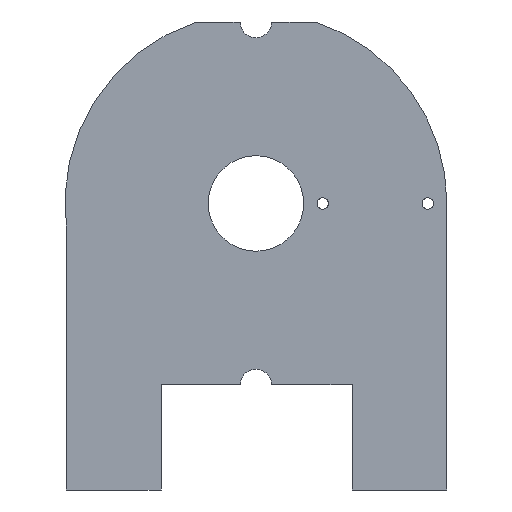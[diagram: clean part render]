
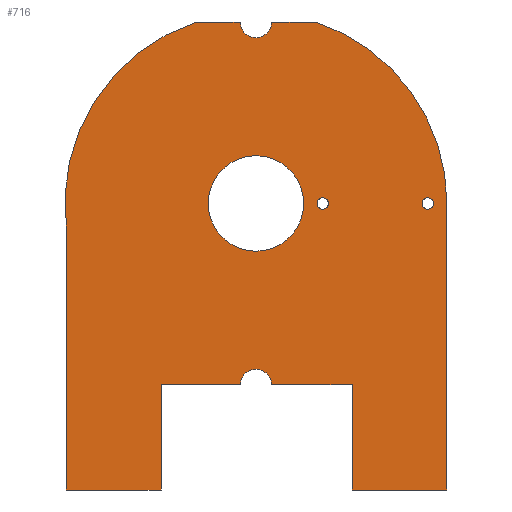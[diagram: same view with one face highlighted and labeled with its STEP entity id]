
A CAD part, front view. The second image highlights one B-rep face of the part: STEP entity #716.
In plain terms, the highlighted planar face has unit normal (0, -1, 0).
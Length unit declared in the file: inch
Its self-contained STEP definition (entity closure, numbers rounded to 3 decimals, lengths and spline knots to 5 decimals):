
#22=FACE_BOUND('',#113,.T.);
#23=FACE_BOUND('',#114,.T.);
#24=FACE_BOUND('',#115,.T.);
#37=PLANE('',#791);
#68=FACE_OUTER_BOUND('',#112,.T.);
#112=EDGE_LOOP('',(#592,#593,#594,#595,#596,#597,#598,#599,#600,#601,#602,
#603,#604,#605));
#113=EDGE_LOOP('',(#606));
#114=EDGE_LOOP('',(#607));
#115=EDGE_LOOP('',(#608));
#139=LINE('',#1035,#213);
#145=LINE('',#1049,#219);
#177=LINE('',#1147,#251);
#180=LINE('',#1153,#254);
#188=LINE('',#1180,#262);
#189=LINE('',#1182,#263);
#190=LINE('',#1183,#264);
#191=LINE('',#1185,#265);
#192=LINE('',#1187,#266);
#193=LINE('',#1188,#267);
#213=VECTOR('',#828,0.3937);
#219=VECTOR('',#838,0.3937);
#251=VECTOR('',#924,0.3937);
#254=VECTOR('',#929,0.3937);
#262=VECTOR('',#957,0.3937);
#263=VECTOR('',#958,0.3937);
#264=VECTOR('',#959,0.3937);
#265=VECTOR('',#960,0.3937);
#266=VECTOR('',#961,0.3937);
#267=VECTOR('',#962,0.3937);
#284=CIRCLE('',#751,0.0825);
#301=CIRCLE('',#778,1.);
#306=CIRCLE('',#789,0.0825);
#307=CIRCLE('',#792,1.);
#308=CIRCLE('',#793,0.25);
#309=CIRCLE('',#794,0.03);
#310=CIRCLE('',#795,0.03);
#313=VERTEX_POINT('',#1025);
#314=VERTEX_POINT('',#1027);
#316=VERTEX_POINT('',#1033);
#322=VERTEX_POINT('',#1048);
#355=VERTEX_POINT('',#1128);
#360=VERTEX_POINT('',#1144);
#361=VERTEX_POINT('',#1146);
#362=VERTEX_POINT('',#1150);
#363=VERTEX_POINT('',#1152);
#371=VERTEX_POINT('',#1177);
#372=VERTEX_POINT('',#1179);
#373=VERTEX_POINT('',#1181);
#374=VERTEX_POINT('',#1184);
#375=VERTEX_POINT('',#1186);
#376=VERTEX_POINT('',#1189);
#377=VERTEX_POINT('',#1191);
#378=VERTEX_POINT('',#1193);
#381=EDGE_CURVE('',#314,#313,#284,.T.);
#385=EDGE_CURVE('',#313,#316,#139,.T.);
#391=EDGE_CURVE('',#322,#314,#145,.T.);
#431=EDGE_CURVE('',#355,#322,#301,.T.);
#440=EDGE_CURVE('',#361,#360,#177,.T.);
#443=EDGE_CURVE('',#363,#362,#180,.T.);
#455=EDGE_CURVE('',#362,#361,#306,.T.);
#456=EDGE_CURVE('',#316,#371,#307,.T.);
#457=EDGE_CURVE('',#371,#372,#188,.T.);
#458=EDGE_CURVE('',#372,#373,#189,.T.);
#459=EDGE_CURVE('',#363,#373,#190,.T.);
#460=EDGE_CURVE('',#360,#374,#191,.T.);
#461=EDGE_CURVE('',#375,#374,#192,.T.);
#462=EDGE_CURVE('',#355,#375,#193,.T.);
#463=EDGE_CURVE('',#376,#376,#308,.T.);
#464=EDGE_CURVE('',#377,#377,#309,.T.);
#465=EDGE_CURVE('',#378,#378,#310,.T.);
#592=ORIENTED_EDGE('',*,*,#385,.T.);
#593=ORIENTED_EDGE('',*,*,#456,.T.);
#594=ORIENTED_EDGE('',*,*,#457,.T.);
#595=ORIENTED_EDGE('',*,*,#458,.T.);
#596=ORIENTED_EDGE('',*,*,#459,.F.);
#597=ORIENTED_EDGE('',*,*,#443,.T.);
#598=ORIENTED_EDGE('',*,*,#455,.T.);
#599=ORIENTED_EDGE('',*,*,#440,.T.);
#600=ORIENTED_EDGE('',*,*,#460,.T.);
#601=ORIENTED_EDGE('',*,*,#461,.F.);
#602=ORIENTED_EDGE('',*,*,#462,.F.);
#603=ORIENTED_EDGE('',*,*,#431,.T.);
#604=ORIENTED_EDGE('',*,*,#391,.T.);
#605=ORIENTED_EDGE('',*,*,#381,.T.);
#606=ORIENTED_EDGE('',*,*,#463,.F.);
#607=ORIENTED_EDGE('',*,*,#464,.T.);
#608=ORIENTED_EDGE('',*,*,#465,.T.);
#716=ADVANCED_FACE('',(#68,#22,#23,#24),#37,.F.);
#751=AXIS2_PLACEMENT_3D('',#1028,#821,#822);
#778=AXIS2_PLACEMENT_3D('',#1129,#908,#909);
#789=AXIS2_PLACEMENT_3D('',#1174,#949,#950);
#791=AXIS2_PLACEMENT_3D('',#1176,#953,#954);
#792=AXIS2_PLACEMENT_3D('',#1178,#955,#956);
#793=AXIS2_PLACEMENT_3D('',#1190,#963,#964);
#794=AXIS2_PLACEMENT_3D('',#1192,#965,#966);
#795=AXIS2_PLACEMENT_3D('',#1194,#967,#968);
#821=DIRECTION('center_axis',(0.,1.,0.));
#822=DIRECTION('ref_axis',(1.,0.,0.));
#828=DIRECTION('',(-1.,0.,0.));
#838=DIRECTION('',(-1.,0.,0.));
#908=DIRECTION('center_axis',(0.,-1.,0.));
#909=DIRECTION('ref_axis',(1.,0.,0.));
#924=DIRECTION('',(1.,0.,0.));
#929=DIRECTION('',(1.,0.,0.));
#949=DIRECTION('center_axis',(0.,1.,0.));
#950=DIRECTION('ref_axis',(1.,0.,0.));
#953=DIRECTION('center_axis',(0.,1.,0.));
#954=DIRECTION('ref_axis',(1.,0.,0.));
#955=DIRECTION('center_axis',(0.,-1.,0.));
#956=DIRECTION('ref_axis',(1.,0.,0.));
#957=DIRECTION('',(0.,0.,-1.));
#958=DIRECTION('',(1.,0.,0.));
#959=DIRECTION('',(0.,0.,-1.));
#960=DIRECTION('',(0.,0.,-1.));
#961=DIRECTION('',(-1.,0.,0.));
#962=DIRECTION('',(0.,0.,-1.));
#963=DIRECTION('center_axis',(0.,-1.,0.));
#964=DIRECTION('ref_axis',(1.,0.,0.));
#965=DIRECTION('center_axis',(0.,1.,0.));
#966=DIRECTION('ref_axis',(1.,0.,0.));
#967=DIRECTION('center_axis',(0.,1.,0.));
#968=DIRECTION('ref_axis',(1.,0.,0.));
#1025=CARTESIAN_POINT('',(-0.0825,0.,0.95));
#1027=CARTESIAN_POINT('',(0.0825,0.,0.95));
#1028=CARTESIAN_POINT('Origin',(0.,0.,0.95));
#1033=CARTESIAN_POINT('',(-0.31225,0.,0.95));
#1035=CARTESIAN_POINT('',(-0.04125,0.,0.95));
#1048=CARTESIAN_POINT('',(0.31225,0.,0.95));
#1049=CARTESIAN_POINT('',(0.15613,0.,0.95));
#1128=CARTESIAN_POINT('',(1.,0.,0.));
#1129=CARTESIAN_POINT('Origin',(0.,0.,0.));
#1144=CARTESIAN_POINT('',(0.50382,0.,-0.95));
#1146=CARTESIAN_POINT('',(0.0825,0.,-0.95));
#1147=CARTESIAN_POINT('',(-0.24809,0.,-0.95));
#1150=CARTESIAN_POINT('',(-0.0825,0.,-0.95));
#1152=CARTESIAN_POINT('',(-0.49618,0.,-0.95));
#1153=CARTESIAN_POINT('',(-0.24809,0.,-0.95));
#1174=CARTESIAN_POINT('Origin',(0.,0.,-0.95));
#1176=CARTESIAN_POINT('Origin',(0.,0.,0.));
#1177=CARTESIAN_POINT('',(-0.99237,0.,-0.12334));
#1178=CARTESIAN_POINT('Origin',(0.,0.,0.));
#1179=CARTESIAN_POINT('',(-0.99237,0.,-1.5));
#1180=CARTESIAN_POINT('',(-0.99237,0.,0.));
#1181=CARTESIAN_POINT('',(-0.49618,0.,-1.5));
#1182=CARTESIAN_POINT('',(-0.99237,0.,-1.5));
#1183=CARTESIAN_POINT('',(-0.49618,0.,-0.97045));
#1184=CARTESIAN_POINT('',(0.50382,0.,-1.5));
#1185=CARTESIAN_POINT('',(0.50382,0.,-0.475));
#1186=CARTESIAN_POINT('',(1.,0.,-1.5));
#1187=CARTESIAN_POINT('',(1.,0.,-1.5));
#1188=CARTESIAN_POINT('',(1.,0.,0.));
#1189=CARTESIAN_POINT('',(-0.25,0.,0.));
#1190=CARTESIAN_POINT('Origin',(0.,0.,0.));
#1191=CARTESIAN_POINT('',(0.87,0.,0.));
#1192=CARTESIAN_POINT('Origin',(0.9,0.,0.));
#1193=CARTESIAN_POINT('',(0.32,0.,0.));
#1194=CARTESIAN_POINT('Origin',(0.35,0.,0.));
